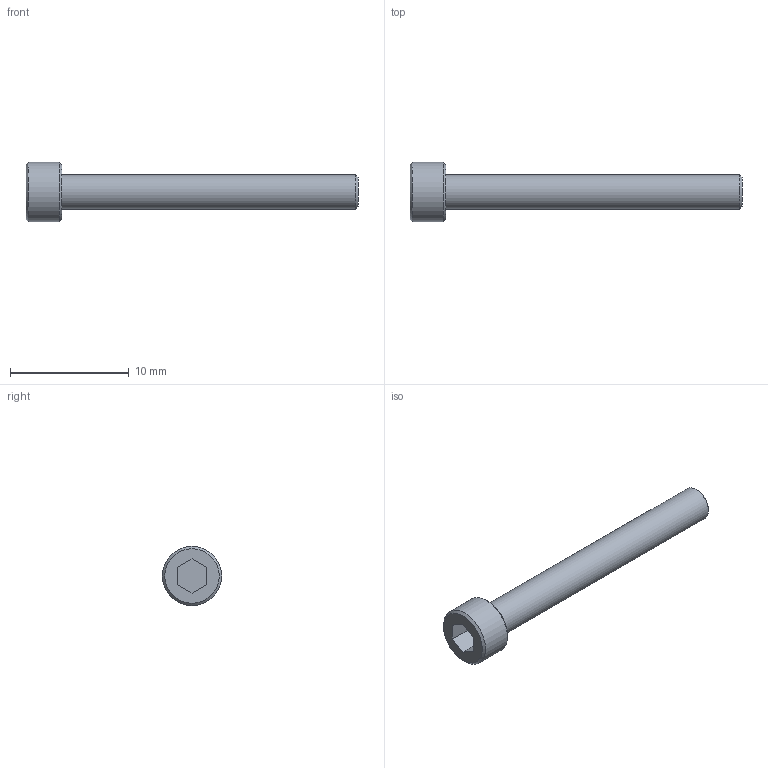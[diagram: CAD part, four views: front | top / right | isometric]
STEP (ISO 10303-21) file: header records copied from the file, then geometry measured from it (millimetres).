
FILE_DESCRIPTION(/* description */ (''),/* implementation_level */ '2;1');
FILE_NAME(/* name */ 'M3x25mm.step',/* time_stamp */ '2022-08-21T19:36:54+02:00',/* author */ (''),/* organization */ (''),/* preprocessor_version */ 'ST-DEVELOPER v19',/* originating_system */ 'Autodesk Translation Framework v11.7.0.108',/* authorisation */ '');
FILE_SCHEMA (('AUTOMOTIVE_DESIGN { 1 0 10303 214 3 1 1 }'));
Length unit declared in the file: millimetre
Products named in the file (1): M3x25mm
Bounding box: 28 x 5 x 5 mm (x, y, z)
Volume: 215.5 mm3; surface area: 328.7 mm2
Topology: 1 solids, 1 shells, 15 faces, 32 edges, 21 vertices
Faces by surface type: plane 10, cone 3, cylinder 2
Full cylindrical faces by diameter (mm): 2.927 x1, 5 x1
Entity records: 440 total; most frequent: DIRECTION 73, CARTESIAN_POINT 69, ORIENTED_EDGE 64, EDGE_CURVE 32, AXIS2_PLACEMENT_3D 25, LINE 23, VECTOR 23, VERTEX_POINT 21
